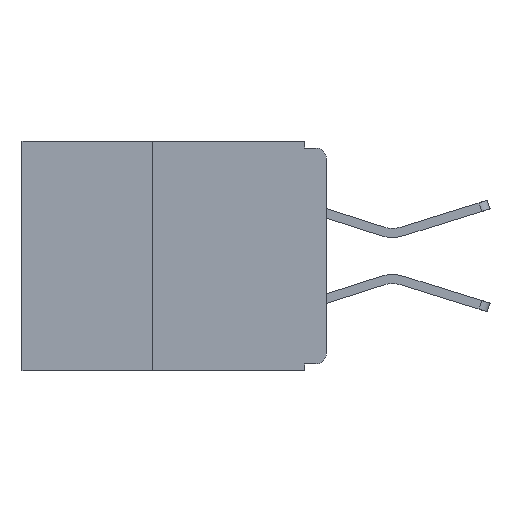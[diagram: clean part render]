
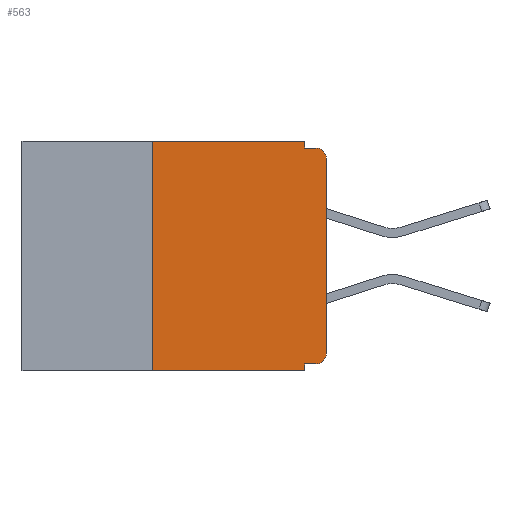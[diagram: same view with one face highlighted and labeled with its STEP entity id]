
A CAD part, left-side view. The second image highlights one B-rep face of the part: STEP entity #563.
In plain terms, the highlighted planar face has unit normal (-1, 0, 0).
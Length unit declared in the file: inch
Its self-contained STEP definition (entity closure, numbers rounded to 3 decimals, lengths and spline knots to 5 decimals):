
#51 = VECTOR ( 'NONE', #2491, 39.37008 ) ;
#273 = LINE ( 'NONE', #10963, #11805 ) ;
#563 = ADVANCED_FACE ( 'NONE', ( #3040 ), #11827, .F. ) ;
#1011 = LINE ( 'NONE', #9260, #6642 ) ;
#1469 = DIRECTION ( 'NONE',  ( 0., 0., -1. ) ) ;
#1532 = VERTEX_POINT ( 'NONE', #5943 ) ;
#1627 = DIRECTION ( 'NONE',  ( -1., 0., 0. ) ) ;
#1861 = ORIENTED_EDGE ( 'NONE', *, *, #4089, .T. ) ;
#2221 = VERTEX_POINT ( 'NONE', #9164 ) ;
#2231 = CARTESIAN_POINT ( 'NONE',  ( 0., 0.015, -0.025 ) ) ;
#2361 = CARTESIAN_POINT ( 'NONE',  ( 0., 0.25, -0.33 ) ) ;
#2491 = DIRECTION ( 'NONE',  ( 0., -1., 0. ) ) ;
#2518 = CARTESIAN_POINT ( 'NONE',  ( 0., 0., -0.025 ) ) ;
#2744 = AXIS2_PLACEMENT_3D ( 'NONE', #9445, #9243, #9225 ) ;
#2923 = VERTEX_POINT ( 'NONE', #2361 ) ;
#3040 = FACE_OUTER_BOUND ( 'NONE', #9724, .T. ) ;
#3148 = EDGE_CURVE ( 'NONE', #2221, #12230, #14044, .T. ) ;
#3273 = VERTEX_POINT ( 'NONE', #11406 ) ;
#3499 = EDGE_CURVE ( 'NONE', #1532, #2221, #1011, .T. ) ;
#3635 = ORIENTED_EDGE ( 'NONE', *, *, #4242, .F. ) ;
#3804 = CARTESIAN_POINT ( 'NONE',  ( 0., 0.031, 0. ) ) ;
#4004 = VERTEX_POINT ( 'NONE', #12056 ) ;
#4089 = EDGE_CURVE ( 'NONE', #10042, #3273, #7020, .T. ) ;
#4242 = EDGE_CURVE ( 'NONE', #4535, #5368, #5289, .T. ) ;
#4385 = EDGE_CURVE ( 'NONE', #1532, #4004, #9439, .T. ) ;
#4490 = EDGE_CURVE ( 'NONE', #8655, #3273, #11012, .T. ) ;
#4535 = VERTEX_POINT ( 'NONE', #5671 ) ;
#4550 = AXIS2_PLACEMENT_3D ( 'NONE', #2231, #1627, #1469 ) ;
#5118 = VECTOR ( 'NONE', #6364, 39.37008 ) ;
#5229 = ORIENTED_EDGE ( 'NONE', *, *, #4490, .F. ) ;
#5250 = DIRECTION ( 'NONE',  ( 1., 0., 0. ) ) ;
#5289 = LINE ( 'NONE', #12213, #8228 ) ;
#5368 = VERTEX_POINT ( 'NONE', #3804 ) ;
#5403 = ORIENTED_EDGE ( 'NONE', *, *, #4385, .T. ) ;
#5577 = ORIENTED_EDGE ( 'NONE', *, *, #10530, .F. ) ;
#5671 = CARTESIAN_POINT ( 'NONE',  ( 0., 0.25, 0. ) ) ;
#5943 = CARTESIAN_POINT ( 'NONE',  ( 0., 0.015, -0.32 ) ) ;
#6018 = CARTESIAN_POINT ( 'NONE',  ( 0., 0., -0.01 ) ) ;
#6056 = LINE ( 'NONE', #11408, #51 ) ;
#6283 = CARTESIAN_POINT ( 'NONE',  ( 0., 0., 0. ) ) ;
#6364 = DIRECTION ( 'NONE',  ( 0., -1., 0. ) ) ;
#6617 = ORIENTED_EDGE ( 'NONE', *, *, #7083, .F. ) ;
#6642 = VECTOR ( 'NONE', #9428, 39.37008 ) ;
#6974 = LINE ( 'NONE', #8333, #9575 ) ;
#7020 = CIRCLE ( 'NONE', #4550, 0.015 ) ;
#7083 = EDGE_CURVE ( 'NONE', #2923, #4535, #273, .T. ) ;
#7325 = ORIENTED_EDGE ( 'NONE', *, *, #3148, .F. ) ;
#7849 = AXIS2_PLACEMENT_3D ( 'NONE', #13775, #5250, #8638 ) ;
#8207 = CARTESIAN_POINT ( 'NONE',  ( 0., 0.031, -0.33 ) ) ;
#8228 = VECTOR ( 'NONE', #12469, 39.37008 ) ;
#8258 = DIRECTION ( 'NONE',  ( 0., 0., -1. ) ) ;
#8333 = CARTESIAN_POINT ( 'NONE',  ( 0., 0.031, 0. ) ) ;
#8638 = DIRECTION ( 'NONE',  ( 0., 0., -1. ) ) ;
#8655 = VERTEX_POINT ( 'NONE', #12082 ) ;
#9099 = EDGE_CURVE ( 'NONE', #4004, #10042, #12939, .T. ) ;
#9164 = CARTESIAN_POINT ( 'NONE',  ( 0., 0.031, -0.32 ) ) ;
#9225 = DIRECTION ( 'NONE',  ( 0., 0., -1. ) ) ;
#9243 = DIRECTION ( 'NONE',  ( -1., 0., 0. ) ) ;
#9260 = CARTESIAN_POINT ( 'NONE',  ( 0., 0., -0.32 ) ) ;
#9428 = DIRECTION ( 'NONE',  ( 0., 1., 0. ) ) ;
#9439 = CIRCLE ( 'NONE', #2744, 0.015 ) ;
#9445 = CARTESIAN_POINT ( 'NONE',  ( 0., 0.015, -0.305 ) ) ;
#9454 = DIRECTION ( 'NONE',  ( 0., 0., -1. ) ) ;
#9575 = VECTOR ( 'NONE', #9454, 39.37008 ) ;
#9615 = DIRECTION ( 'NONE',  ( 0., 0., 1. ) ) ;
#9724 = EDGE_LOOP ( 'NONE', ( #13339, #1861, #5229, #5577, #3635, #6617, #12832, #7325, #13851, #5403 ) ) ;
#10010 = VECTOR ( 'NONE', #9615, 39.37008 ) ;
#10042 = VERTEX_POINT ( 'NONE', #2518 ) ;
#10530 = EDGE_CURVE ( 'NONE', #5368, #8655, #6974, .T. ) ;
#10963 = CARTESIAN_POINT ( 'NONE',  ( 0., 0.25, -0.33 ) ) ;
#11012 = LINE ( 'NONE', #6018, #5118 ) ;
#11176 = VECTOR ( 'NONE', #8258, 39.37008 ) ;
#11262 = CARTESIAN_POINT ( 'NONE',  ( 0., 0.031, -0.33 ) ) ;
#11406 = CARTESIAN_POINT ( 'NONE',  ( 0., 0.015, -0.01 ) ) ;
#11408 = CARTESIAN_POINT ( 'NONE',  ( 0., 0.437, -0.33 ) ) ;
#11805 = VECTOR ( 'NONE', #12210, 39.37008 ) ;
#11827 = PLANE ( 'NONE',  #7849 ) ;
#12056 = CARTESIAN_POINT ( 'NONE',  ( 0., 0., -0.305 ) ) ;
#12082 = CARTESIAN_POINT ( 'NONE',  ( 0., 0.031, -0.01 ) ) ;
#12210 = DIRECTION ( 'NONE',  ( 0., 0., 1. ) ) ;
#12213 = CARTESIAN_POINT ( 'NONE',  ( 0., 0.437, 0. ) ) ;
#12230 = VERTEX_POINT ( 'NONE', #11262 ) ;
#12469 = DIRECTION ( 'NONE',  ( 0., -1., 0. ) ) ;
#12832 = ORIENTED_EDGE ( 'NONE', *, *, #13268, .T. ) ;
#12939 = LINE ( 'NONE', #6283, #10010 ) ;
#13268 = EDGE_CURVE ( 'NONE', #2923, #12230, #6056, .T. ) ;
#13339 = ORIENTED_EDGE ( 'NONE', *, *, #9099, .T. ) ;
#13775 = CARTESIAN_POINT ( 'NONE',  ( 0., 0.437, 0. ) ) ;
#13851 = ORIENTED_EDGE ( 'NONE', *, *, #3499, .F. ) ;
#14044 = LINE ( 'NONE', #8207, #11176 ) ;
